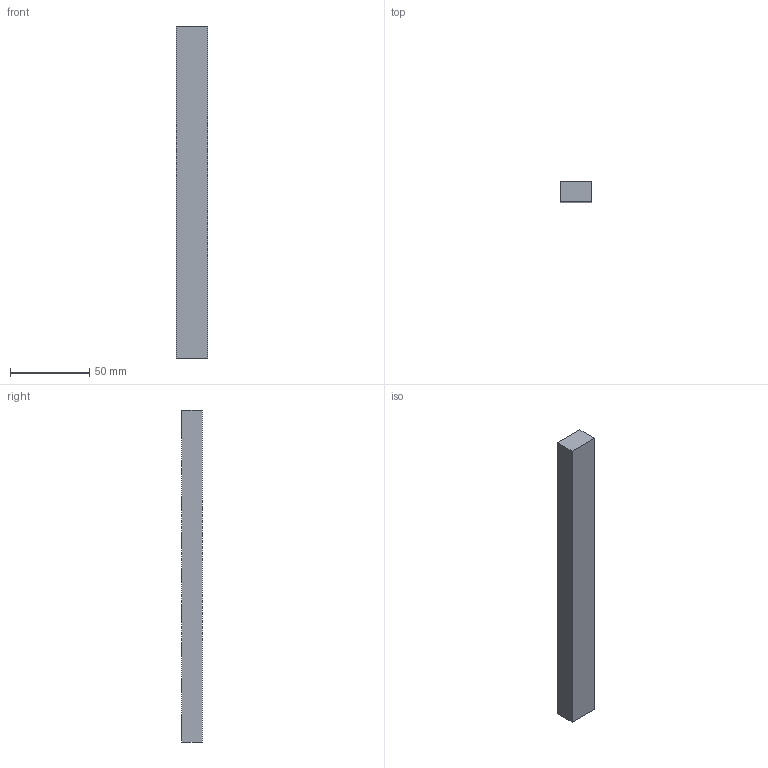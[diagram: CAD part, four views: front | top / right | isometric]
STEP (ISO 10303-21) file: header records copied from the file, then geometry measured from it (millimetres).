
FILE_DESCRIPTION (( 'STEP AP203' ), '1' );
FILE_NAME ('STP-211-010-000.STEP', '2024-09-27T06:41:31', ( '' ), ( '' ), 'SwSTEP 2.0', 'SolidWorks 2017', '' );
FILE_SCHEMA (( 'CONFIG_CONTROL_DESIGN' ));
Length unit declared in the file: millimetre
Products named in the file (1): STP-211-010-000
Bounding box: 20 x 13 x 210 mm (x, y, z)
Volume: 51089 mm3; surface area: 16067.3 mm2
Topology: 1 solids, 1 shells, 33 faces, 66 edges, 44 vertices
Faces by surface type: cone 18, plane 15
Entity records: 953 total; most frequent: DIRECTION 170, CARTESIAN_POINT 144, ORIENTED_EDGE 132, AXIS2_PLACEMENT_3D 70, EDGE_CURVE 66, VERTEX_POINT 44, EDGE_LOOP 42, CIRCLE 36
